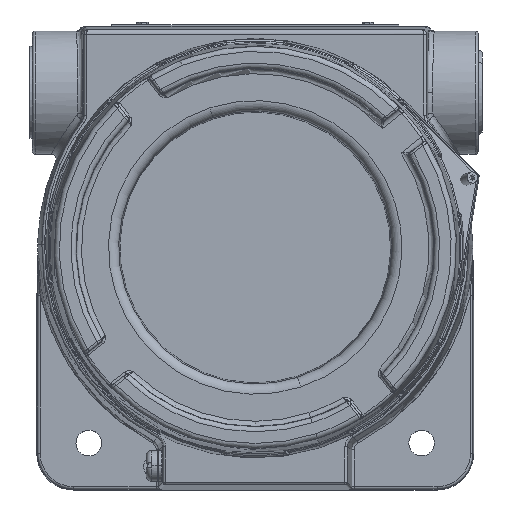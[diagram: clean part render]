
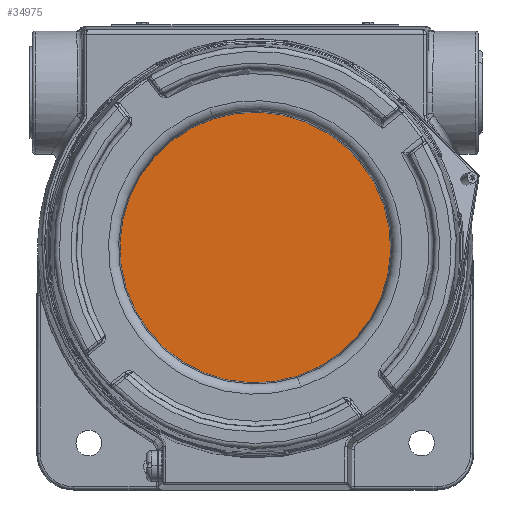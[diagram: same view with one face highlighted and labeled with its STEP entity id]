
A CAD part, top view. The second image highlights one B-rep face of the part: STEP entity #34975.
In plain terms, the highlighted planar face has unit normal (0, 0, 1).
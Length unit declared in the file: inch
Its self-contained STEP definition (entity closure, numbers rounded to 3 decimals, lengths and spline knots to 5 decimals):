
#1846 = EDGE_CURVE ( 'NONE', #29369, #47860, #5886, .T. ) ;
#2775 = FACE_OUTER_BOUND ( 'NONE', #26389, .T. ) ;
#5886 = CIRCLE ( 'NONE', #11789, 2.031 ) ;
#6229 = ORIENTED_EDGE ( 'NONE', *, *, #1846, .F. ) ;
#6890 = DIRECTION ( 'NONE',  ( -0.151, 0.989, 0. ) ) ;
#10813 = DIRECTION ( 'NONE',  ( 0., 0., -1. ) ) ;
#10918 = DIRECTION ( 'NONE',  ( 0., 0., -1. ) ) ;
#11789 = AXIS2_PLACEMENT_3D ( 'NONE', #45325, #10918, #6890 ) ;
#12501 = AXIS2_PLACEMENT_3D ( 'NONE', #21653, #31254, #25999 ) ;
#21653 = CARTESIAN_POINT ( 'NONE',  ( 0., 0., 3.562 ) ) ;
#24698 = ORIENTED_EDGE ( 'NONE', *, *, #49558, .F. ) ;
#25801 = CARTESIAN_POINT ( 'NONE',  ( -0.30569, 2.00786, 3.562 ) ) ;
#25999 = DIRECTION ( 'NONE',  ( -0.151, 0.989, 0. ) ) ;
#26389 = EDGE_LOOP ( 'NONE', ( #24698, #6229 ) ) ;
#28043 = CARTESIAN_POINT ( 'NONE',  ( 0.30569, -2.00786, 3.562 ) ) ;
#29369 = VERTEX_POINT ( 'NONE', #28043 ) ;
#31254 = DIRECTION ( 'NONE',  ( 0., 0., -1. ) ) ;
#34975 = ADVANCED_FACE ( 'NONE', ( #2775 ), #53638, .F. ) ;
#35827 = CIRCLE ( 'NONE', #37846, 2.031 ) ;
#37846 = AXIS2_PLACEMENT_3D ( 'NONE', #49263, #10813, #44000 ) ;
#44000 = DIRECTION ( 'NONE',  ( -0.151, 0.989, 0. ) ) ;
#45325 = CARTESIAN_POINT ( 'NONE',  ( 0., 0., 3.562 ) ) ;
#47860 = VERTEX_POINT ( 'NONE', #25801 ) ;
#49263 = CARTESIAN_POINT ( 'NONE',  ( 0., 0., 3.562 ) ) ;
#49558 = EDGE_CURVE ( 'NONE', #47860, #29369, #35827, .T. ) ;
#53638 = PLANE ( 'NONE',  #12501 ) ;
